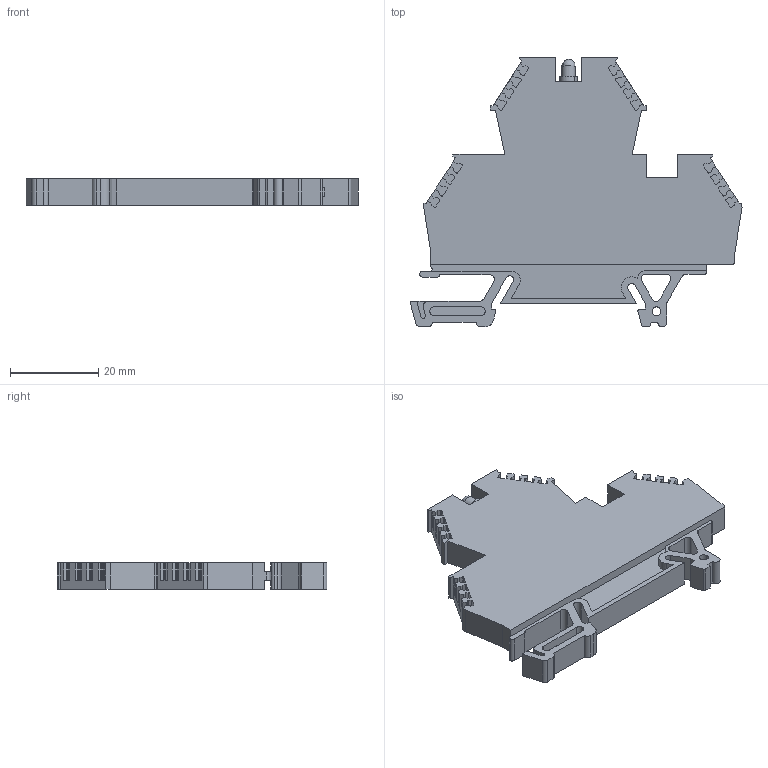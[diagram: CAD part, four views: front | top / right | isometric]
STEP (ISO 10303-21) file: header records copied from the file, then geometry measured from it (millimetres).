
FILE_DESCRIPTION (( 'STEP AP214' ), '1' );
FILE_NAME ('43548_DN-D10LE01-A.STEP', '2014-05-23T10:30:01', ( '' ), ( '' ), 'SwSTEP 2.0', 'SolidWorks 2013', '' );
FILE_SCHEMA (( 'AUTOMOTIVE_DESIGN' ));
Length unit declared in the file: millimetre
Products named in the file (2): 43550_DN-D10-A; 43548_DN-D10LE01-A
Assembly tree (1 placements, depth 2):
  43548_DN-D10LE01-A
    43550_DN-D10-A
Bounding box: 75.1 x 61 x 6 mm (x, y, z)
Volume: 14781.7 mm3; surface area: 9660.8 mm2
Topology: 1 solids, 1 shells, 425 faces, 1229 edges, 814 vertices
Faces by surface type: plane 263, cylinder 154, torus 6, sphere 2
Entity records: 14083 total; most frequent: CARTESIAN_POINT 2506, ORIENTED_EDGE 2454, DIRECTION 2413, EDGE_CURVE 1227, VECTOR 883, LINE 883, VERTEX_POINT 814, AXIS2_PLACEMENT_3D 765
